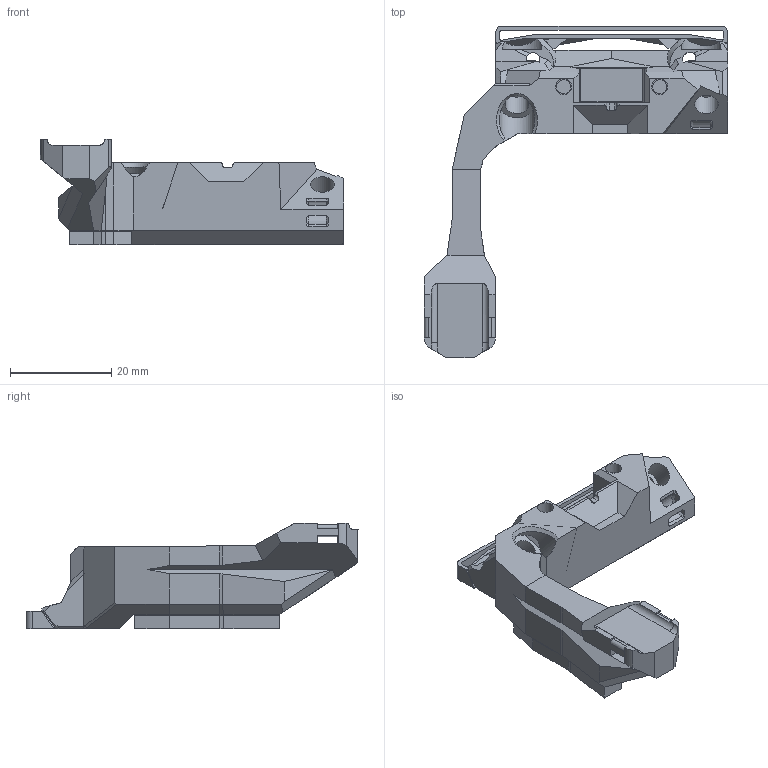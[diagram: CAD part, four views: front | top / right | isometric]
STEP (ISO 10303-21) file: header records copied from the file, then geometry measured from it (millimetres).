
FILE_DESCRIPTION(/* description */ ('STEP AP242','CAx-IF Rec.Pracs.---Representation and Presentation of Product Manufacturing Information (PMI)---4.0---2014-10-13','CAx-IF Rec.Pracs.---3D Tessellated Geometry---0.4---2014-09-14','2;1'),/* implementation_level */ '2;1');
FILE_NAME(/* name */ '63d43b31bb5ca87ef98e647a',/* time_stamp */ '2023-01-27T20:59:30+00:00',/* author */ (''),/* organization */ (''),/* preprocessor_version */ 'ST-DEVELOPER v18.102',/* originating_system */ ' ',/* authorisation */ ' ');
FILE_SCHEMA (('AP242_MANAGED_MODEL_BASED_3D_ENGINEERING_MIM_LF { 1 0 10303 442 1 1 4 }'));
Length unit declared in the file: metre
Products named in the file (3): Upper_optical_wired; upper_optical_wpboard_with_anchor; Support_Arm
Bounding box: 59.92 x 65.62 x 20.83 mm (x, y, z)
Volume: 12312.8 mm3; surface area: 8323.9 mm2
Topology: 3 solids, 4 shells, 442 faces, 1393 edges, 920 vertices
Faces by surface type: plane 370, cylinder 50, bspline 11, cone 11
Full cylindrical faces by diameter (mm): 2.7 x2, 2.8 x2, 3 x2, 3.2 x2, 4.7 x4, 7 x1
Entity records: 15969 total; most frequent: CARTESIAN_POINT 3528, ORIENTED_EDGE 2740, DIRECTION 2300, EDGE_CURVE 1370, LINE 1178, VECTOR 1178, VERTEX_POINT 914, AXIS2_PLACEMENT_3D 561
